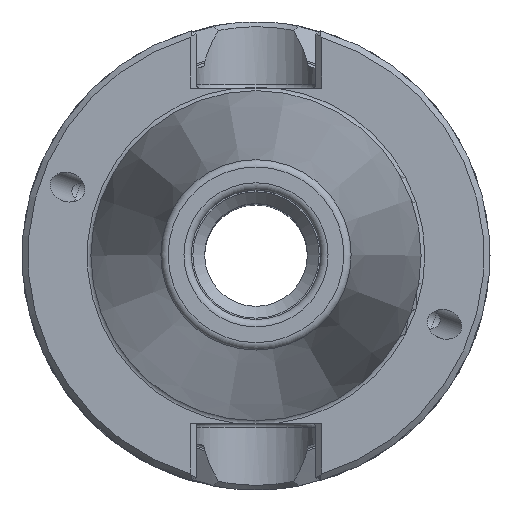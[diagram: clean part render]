
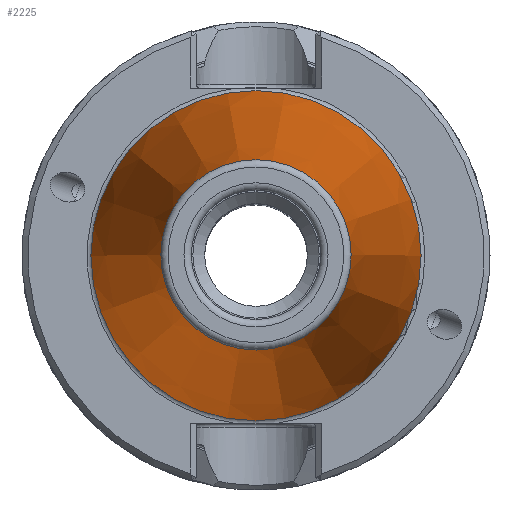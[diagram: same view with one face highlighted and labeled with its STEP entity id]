
A CAD part, top view. The second image highlights one B-rep face of the part: STEP entity #2225.
In plain terms, the highlighted conical face has half-angle 8.297 degrees and reference radius 12.812 mm.
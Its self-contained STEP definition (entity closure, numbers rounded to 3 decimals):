
#205=CONICAL_SURFACE('',#2379,12.812,0.145);
#256=CIRCLE('',#2374,12.812);
#259=CIRCLE('',#2380,22.225);
#384=ORIENTED_EDGE('',*,*,#731,.T.);
#385=ORIENTED_EDGE('',*,*,#727,.F.);
#727=EDGE_CURVE('',#921,#921,#256,.T.);
#731=EDGE_CURVE('',#926,#926,#259,.T.);
#921=VERTEX_POINT('',#3089);
#926=VERTEX_POINT('',#3115);
#1163=EDGE_LOOP('',(#384));
#1164=EDGE_LOOP('',(#385));
#1332=FACE_BOUND('',#1163,.T.);
#1333=FACE_BOUND('',#1164,.T.);
#2225=ADVANCED_FACE('',(#1332,#1333),#205,.T.);
#2374=AXIS2_PLACEMENT_3D('',#3088,#2648,#2649);
#2379=AXIS2_PLACEMENT_3D('',#3113,#2658,#2659);
#2380=AXIS2_PLACEMENT_3D('',#3114,#2660,#2661);
#2648=DIRECTION('',(0.,0.,1.));
#2649=DIRECTION('',(1.,0.,0.));
#2658=DIRECTION('',(0.,0.,-1.));
#2659=DIRECTION('',(-1.,0.,0.));
#2660=DIRECTION('',(0.,0.,1.));
#2661=DIRECTION('',(1.,0.,0.));
#3088=CARTESIAN_POINT('',(0.,0.,64.544));
#3089=CARTESIAN_POINT('',(12.812,0.,64.544));
#3113=CARTESIAN_POINT('',(0.,0.,64.544));
#3114=CARTESIAN_POINT('',(0.,0.,0.));
#3115=CARTESIAN_POINT('',(22.225,0.,0.));
